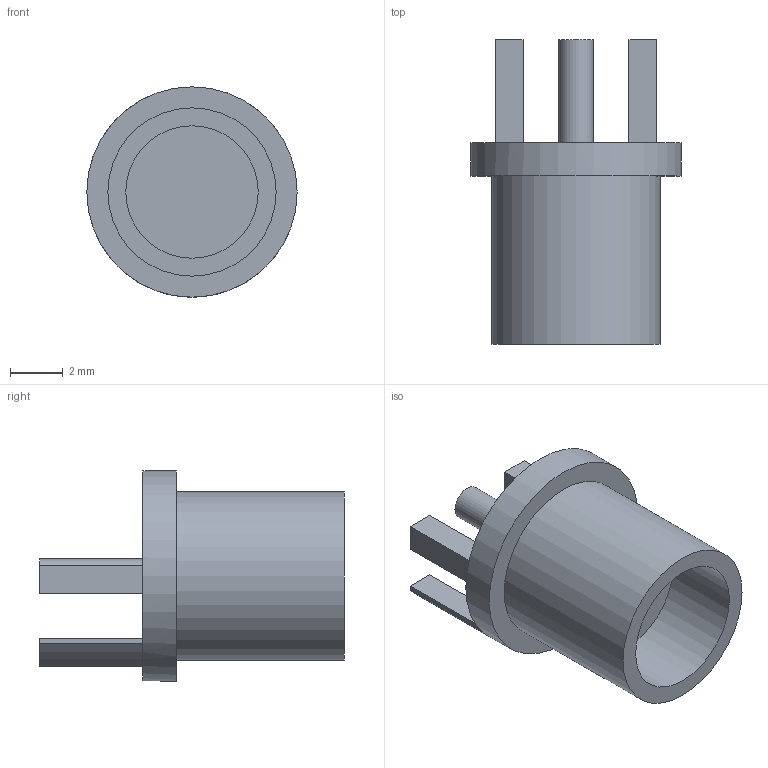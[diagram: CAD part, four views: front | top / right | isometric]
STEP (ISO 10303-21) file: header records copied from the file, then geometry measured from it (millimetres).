
FILE_DESCRIPTION(('FreeCAD Model'),'2;1');
FILE_NAME('Open CASCADE Shape Model','2023-03-26T21:36:05',(''),(''), 'Open CASCADE STEP processor 7.6','FreeCAD','Unknown');
FILE_SCHEMA(('AUTOMOTIVE_DESIGN { 1 0 10303 214 1 1 1 1 }'));
Length unit declared in the file: millimetre
Products named in the file (1): Body
Bounding box: 7.94 x 11.5 x 7.94 mm (x, y, z)
Volume: 223.5 mm3; surface area: 381.3 mm2
Topology: 1 solids, 1 shells, 33 faces, 75 edges, 49 vertices
Faces by surface type: plane 27, cylinder 6
Full cylindrical faces by diameter (mm): 1.3 x1, 5 x1, 6.35 x1, 7.94 x1
Entity records: 1970 total; most frequent: CARTESIAN_POINT 410, DIRECTION 293, LINE 190, VECTOR 190, ORIENTED_EDGE 150, PCURVE 150, DEFINITIONAL_REPRESENTATION 150, EDGE_CURVE 75
